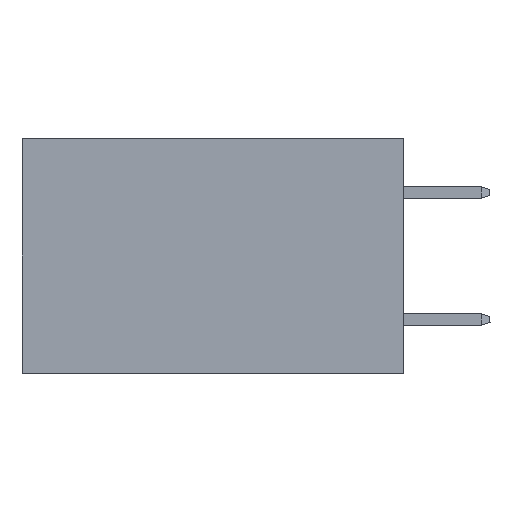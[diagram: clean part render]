
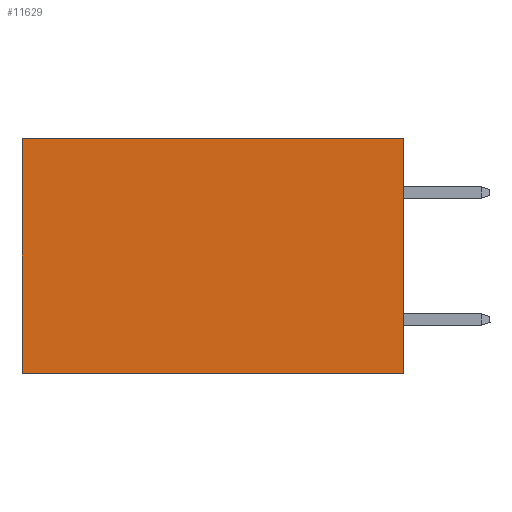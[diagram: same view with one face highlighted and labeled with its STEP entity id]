
A CAD part, left-side view. The second image highlights one B-rep face of the part: STEP entity #11629.
In plain terms, the highlighted planar face has unit normal (-1, 0, 0).
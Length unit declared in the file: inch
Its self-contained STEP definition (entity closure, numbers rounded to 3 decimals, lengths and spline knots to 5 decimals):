
#84 = LINE ( 'NONE', #10163, #26620 ) ;
#1002 = CARTESIAN_POINT ( 'NONE',  ( 0.2875, 0., 0. ) ) ;
#2093 = VECTOR ( 'NONE', #26112, 39.37008 ) ;
#3603 = DIRECTION ( 'NONE',  ( 0., 0., -1. ) ) ;
#5357 = ORIENTED_EDGE ( 'NONE', *, *, #5747, .T. ) ;
#5530 = EDGE_LOOP ( 'NONE', ( #15010, #15730, #17606, #5357 ) ) ;
#5747 = EDGE_CURVE ( 'NONE', #10458, #12428, #23090, .T. ) ;
#5905 = CARTESIAN_POINT ( 'NONE',  ( 0.2875, 0., 0. ) ) ;
#6322 = CARTESIAN_POINT ( 'NONE',  ( 0.2875, 0.6, 0. ) ) ;
#6674 = EDGE_CURVE ( 'NONE', #10458, #13090, #23466, .T. ) ;
#7866 = DIRECTION ( 'NONE',  ( 0., 0., -1. ) ) ;
#7950 = EDGE_CURVE ( 'NONE', #12428, #25698, #10320, .T. ) ;
#8907 = VECTOR ( 'NONE', #30615, 39.37008 ) ;
#10163 = CARTESIAN_POINT ( 'NONE',  ( 0.2875, 0., -0.37 ) ) ;
#10320 = LINE ( 'NONE', #20449, #28212 ) ;
#10458 = VERTEX_POINT ( 'NONE', #1002 ) ;
#10696 = PLANE ( 'NONE',  #22933 ) ;
#11629 = ADVANCED_FACE ( 'NONE', ( #28675 ), #10696, .F. ) ;
#12428 = VERTEX_POINT ( 'NONE', #6322 ) ;
#13090 = VERTEX_POINT ( 'NONE', #24819 ) ;
#15010 = ORIENTED_EDGE ( 'NONE', *, *, #7950, .T. ) ;
#15730 = ORIENTED_EDGE ( 'NONE', *, *, #19990, .F. ) ;
#17606 = ORIENTED_EDGE ( 'NONE', *, *, #6674, .F. ) ;
#18258 = CARTESIAN_POINT ( 'NONE',  ( 0.2875, 0., 0. ) ) ;
#18325 = DIRECTION ( 'NONE',  ( 1., 0., 0. ) ) ;
#19990 = EDGE_CURVE ( 'NONE', #13090, #25698, #84, .T. ) ;
#20449 = CARTESIAN_POINT ( 'NONE',  ( 0.2875, 0.6, 0. ) ) ;
#21965 = CARTESIAN_POINT ( 'NONE',  ( 0.2875, 0.6, -0.37 ) ) ;
#22933 = AXIS2_PLACEMENT_3D ( 'NONE', #30996, #18325, #3603 ) ;
#22954 = DIRECTION ( 'NONE',  ( 0., 1., 0. ) ) ;
#23090 = LINE ( 'NONE', #18258, #2093 ) ;
#23466 = LINE ( 'NONE', #5905, #8907 ) ;
#24819 = CARTESIAN_POINT ( 'NONE',  ( 0.2875, 0., -0.37 ) ) ;
#25698 = VERTEX_POINT ( 'NONE', #21965 ) ;
#26112 = DIRECTION ( 'NONE',  ( 0., 1., 0. ) ) ;
#26620 = VECTOR ( 'NONE', #22954, 39.37008 ) ;
#28212 = VECTOR ( 'NONE', #7866, 39.37008 ) ;
#28675 = FACE_OUTER_BOUND ( 'NONE', #5530, .T. ) ;
#30615 = DIRECTION ( 'NONE',  ( 0., 0., -1. ) ) ;
#30996 = CARTESIAN_POINT ( 'NONE',  ( 0.2875, 0., 0. ) ) ;
